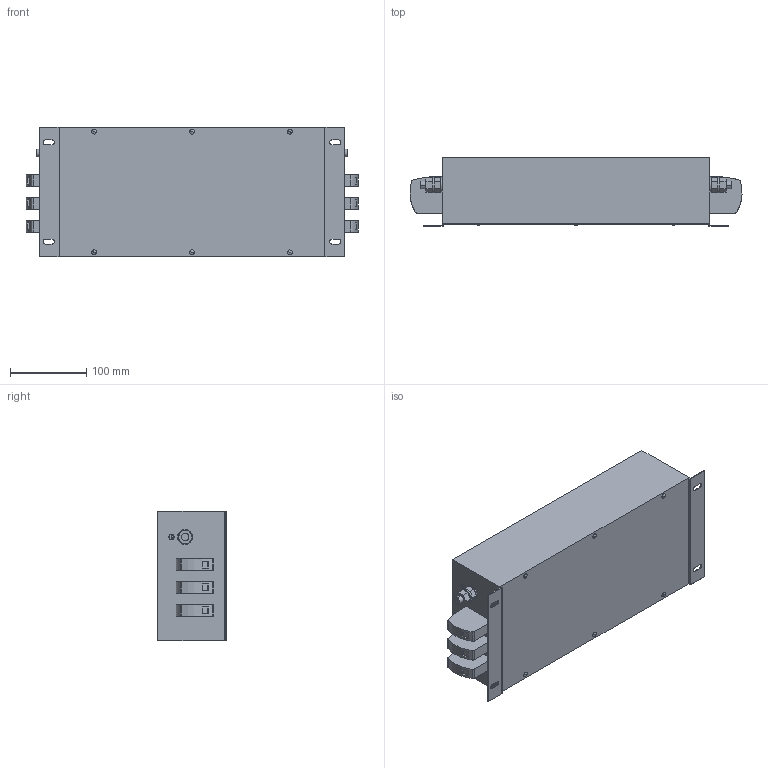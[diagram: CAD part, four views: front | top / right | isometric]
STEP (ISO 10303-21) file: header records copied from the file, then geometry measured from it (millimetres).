
FILE_DESCRIPTION (( 'STEP AP214' ), '1' );
FILE_NAME ('829017.STEP', '2024-08-26T07:50:26', ( '' ), ( '' ), 'SwSTEP 2.0', 'SolidWorks 2022', '' );
FILE_SCHEMA (( 'AUTOMOTIVE_DESIGN' ));
Length unit declared in the file: millimetre
Products named in the file (1): 829017
Bounding box: 434.59 x 90.05 x 170 mm (x, y, z)
Volume: 5365096 mm3; surface area: 263109.4 mm2
Topology: 1 solids, 15 shells, 362 faces, 834 edges, 542 vertices
Faces by surface type: plane 228, cylinder 122, sphere 12
Entity records: 10500 total; most frequent: CARTESIAN_POINT 1937, DIRECTION 1876, ORIENTED_EDGE 1668, EDGE_CURVE 834, AXIS2_PLACEMENT_3D 685, VERTEX_POINT 542, VECTOR 506, LINE 506
